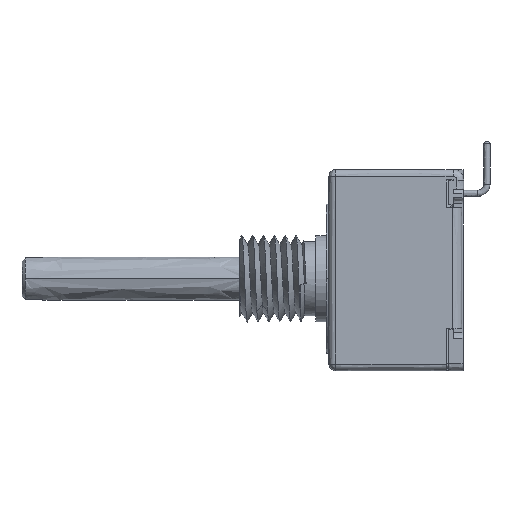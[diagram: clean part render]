
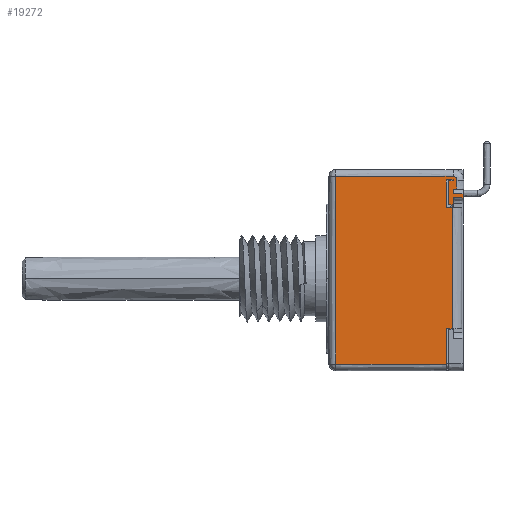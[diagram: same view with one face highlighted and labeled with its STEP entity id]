
A CAD part, left-side view. The second image highlights one B-rep face of the part: STEP entity #19272.
In plain terms, the highlighted free-form (B-spline) face has degree [1, 1] with [2, 2] control points.
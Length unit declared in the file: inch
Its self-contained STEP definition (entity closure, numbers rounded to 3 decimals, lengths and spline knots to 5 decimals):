
#939=DIRECTION('',(0.,0.,1.));
#940=VECTOR('',#939,0.012);
#941=CARTESIAN_POINT('',(-0.2805,-0.006,0.233));
#942=LINE('',#941,#940);
#6164=DIRECTION('',(0.,1.,0.));
#6165=VECTOR('',#6164,0.01031);
#6166=CARTESIAN_POINT('',(-0.2805,0.01169,0.2585));
#6167=LINE('',#6166,#6165);
#6171=DIRECTION('',(0.,0.,1.));
#6172=VECTOR('',#6171,0.0135);
#6173=CARTESIAN_POINT('',(-0.2805,0.022,0.245));
#6174=LINE('',#6173,#6172);
#6178=DIRECTION('',(0.,1.,0.));
#6179=VECTOR('',#6178,0.028);
#6180=CARTESIAN_POINT('',(-0.2805,-0.006,0.245));
#6181=LINE('',#6180,#6179);
#6185=DIRECTION('',(0.,1.,0.));
#6186=VECTOR('',#6185,0.028);
#6187=CARTESIAN_POINT('',(-0.2805,-0.006,0.233));
#6188=LINE('',#6187,#6186);
#6192=DIRECTION('',(0.,0.,1.));
#6193=VECTOR('',#6192,0.02);
#6194=CARTESIAN_POINT('',(-0.2805,0.022,0.213));
#6195=LINE('',#6194,#6193);
#6199=DIRECTION('',(0.,-1.,0.));
#6200=VECTOR('',#6199,0.014);
#6201=CARTESIAN_POINT('',(-0.2805,0.036,0.213));
#6202=LINE('',#6201,#6200);
#6206=DIRECTION('',(0.,0.,1.));
#6207=VECTOR('',#6206,0.07);
#6208=CARTESIAN_POINT('',(-0.2805,0.036,0.213));
#6209=LINE('',#6208,#6207);
#6213=DIRECTION('',(0.,-1.,0.));
#6214=VECTOR('',#6213,0.014);
#6215=CARTESIAN_POINT('',(-0.2805,0.036,0.283));
#6216=LINE('',#6215,#6214);
#6220=DIRECTION('',(0.,0.,1.));
#6221=VECTOR('',#6220,0.001);
#6222=CARTESIAN_POINT('',(-0.2805,0.022,0.283));
#6223=LINE('',#6222,#6221);
#6227=CARTESIAN_POINT('',(-0.2805,0.023,0.284));
#6228=DIRECTION('',(-1.,0.,0.));
#6229=DIRECTION('',(0.,-1.,0.));
#6230=AXIS2_PLACEMENT_3D('',#6227,#6228,#6229);
#6235=DIRECTION('',(0.,1.,0.));
#6236=VECTOR('',#6235,0.019);
#6237=CARTESIAN_POINT('',(-0.2805,0.023,0.285));
#6238=LINE('',#6237,#6236);
#6242=DIRECTION('',(0.,0.,1.));
#6243=VECTOR('',#6242,0.08);
#6244=CARTESIAN_POINT('',(-0.2805,0.042,0.205));
#6245=LINE('',#6244,#6243);
#6249=DIRECTION('',(0.,0.,1.));
#6250=VECTOR('',#6249,0.10131);
#6251=CARTESIAN_POINT('',(-0.2805,0.042,-0.24631));
#6252=LINE('',#6251,#6250);
#6256=CARTESIAN_POINT('',(-0.2805,0.023,0.284));
#6257=DIRECTION('',(1.,0.,0.));
#6258=DIRECTION('',(0.,0.,1.));
#6259=AXIS2_PLACEMENT_3D('',#6256,#6257,#6258);
#6264=DIRECTION('',(0.,0.,-1.));
#6265=VECTOR('',#6264,0.0255);
#6266=CARTESIAN_POINT('',(-0.2805,0.01169,0.284));
#6267=LINE('',#6266,#6265);
#6344=DIRECTION('',(0.,-1.,0.));
#6345=VECTOR('',#6344,0.017);
#6346=CARTESIAN_POINT('',(-0.2805,0.042,-0.145));
#6347=LINE('',#6346,#6345);
#6419=DIRECTION('',(0.,-1.,0.));
#6420=VECTOR('',#6419,0.017);
#6421=CARTESIAN_POINT('',(-0.2805,0.042,0.205));
#6422=LINE('',#6421,#6420);
#6483=DIRECTION('',(0.,0.,1.));
#6484=VECTOR('',#6483,0.35);
#6485=CARTESIAN_POINT('',(-0.2805,0.025,-0.145));
#6486=LINE('',#6485,#6484);
#6972=DIRECTION('',(0.,1.,0.));
#6973=VECTOR('',#6972,0.33831);
#6974=CARTESIAN_POINT('',(-0.2805,0.023,0.29531));
#6975=LINE('',#6974,#6973);
#7018=DIRECTION('',(0.,0.,1.));
#7019=VECTOR('',#7018,0.54163);
#7020=CARTESIAN_POINT('',(-0.2805,0.36131,-0.24631));
#7021=LINE('',#7020,#7019);
#7094=DIRECTION('',(0.,-1.,0.));
#7095=VECTOR('',#7094,0.31931);
#7096=CARTESIAN_POINT('',(-0.2805,0.36131,-0.24631));
#7097=LINE('',#7096,#7095);
#10733=CARTESIAN_POINT('',(-0.2805,0.36131,-0.24631));
#10734=CARTESIAN_POINT('',(-0.2805,0.36131,0.29531));
#10735=VERTEX_POINT('',#10733);
#10736=VERTEX_POINT('',#10734);
#10759=CARTESIAN_POINT('',(-0.2805,0.042,-0.24631));
#10761=VERTEX_POINT('',#10759);
#10811=CARTESIAN_POINT('',(-0.2805,0.025,-0.145));
#10813=VERTEX_POINT('',#10811);
#10817=CARTESIAN_POINT('',(-0.2805,0.025,0.205));
#10819=VERTEX_POINT('',#10817);
#10827=CARTESIAN_POINT('',(-0.2805,0.042,-0.145));
#10828=VERTEX_POINT('',#10827);
#10831=CARTESIAN_POINT('',(-0.2805,0.042,0.205));
#10832=VERTEX_POINT('',#10831);
#10891=CARTESIAN_POINT('',(-0.2805,0.022,0.284));
#10892=CARTESIAN_POINT('',(-0.2805,0.023,0.285));
#10893=VERTEX_POINT('',#10891);
#10894=VERTEX_POINT('',#10892);
#10905=CARTESIAN_POINT('',(-0.2805,0.01169,0.2585));
#10906=VERTEX_POINT('',#10905);
#10907=CARTESIAN_POINT('',(-0.2805,0.023,0.29531));
#10908=VERTEX_POINT('',#10907);
#10909=CARTESIAN_POINT('',(-0.2805,0.01169,0.284));
#10910=VERTEX_POINT('',#10909);
#10971=CARTESIAN_POINT('',(-0.2805,0.042,0.285));
#10972=VERTEX_POINT('',#10971);
#11546=CARTESIAN_POINT('',(-0.2805,-0.006,0.233));
#11547=CARTESIAN_POINT('',(-0.2805,0.022,0.233));
#11548=VERTEX_POINT('',#11546);
#11549=VERTEX_POINT('',#11547);
#11566=CARTESIAN_POINT('',(-0.2805,-0.006,0.245));
#11567=VERTEX_POINT('',#11566);
#11578=CARTESIAN_POINT('',(-0.2805,0.022,0.245));
#11579=VERTEX_POINT('',#11578);
#11602=CARTESIAN_POINT('',(-0.2805,0.036,0.213));
#11603=CARTESIAN_POINT('',(-0.2805,0.036,0.283));
#11604=VERTEX_POINT('',#11602);
#11605=VERTEX_POINT('',#11603);
#11612=CARTESIAN_POINT('',(-0.2805,0.022,0.213));
#11613=VERTEX_POINT('',#11612);
#12382=CARTESIAN_POINT('',(-0.2805,0.022,0.2585));
#12384=VERTEX_POINT('',#12382);
#12390=CARTESIAN_POINT('',(-0.2805,0.022,0.283));
#12392=VERTEX_POINT('',#12390);
#19229=CARTESIAN_POINT('',(-0.2805,-0.01335,-0.25715));
#19230=CARTESIAN_POINT('',(-0.2805,0.36866,-0.25715));
#19231=CARTESIAN_POINT('',(-0.2805,-0.01335,0.30615));
#19232=CARTESIAN_POINT('',(-0.2805,0.36866,0.30615));
#19233=B_SPLINE_SURFACE_WITH_KNOTS('',1,1,((#19229,#19230),(#19231,#19232)),
.UNSPECIFIED.,.F.,.F.,.F.,(2,2),(2,2),(0.00885,0.57215),(
-0.01335,0.36866),.UNSPECIFIED.);
#19235=ORIENTED_EDGE('',*,*,#19234,.T.);
#19236=ORIENTED_EDGE('',*,*,#17938,.F.);
#19238=ORIENTED_EDGE('',*,*,#19237,.F.);
#19239=ORIENTED_EDGE('',*,*,#12695,.F.);
#19241=ORIENTED_EDGE('',*,*,#19240,.T.);
#19242=ORIENTED_EDGE('',*,*,#17856,.F.);
#19244=ORIENTED_EDGE('',*,*,#19243,.F.);
#19245=ORIENTED_EDGE('',*,*,#18128,.T.);
#19246=ORIENTED_EDGE('',*,*,#18541,.T.);
#19248=ORIENTED_EDGE('',*,*,#19247,.T.);
#19250=ORIENTED_EDGE('',*,*,#19249,.T.);
#19251=ORIENTED_EDGE('',*,*,#18277,.T.);
#19252=ORIENTED_EDGE('',*,*,#18388,.F.);
#19254=ORIENTED_EDGE('',*,*,#19253,.T.);
#19256=ORIENTED_EDGE('',*,*,#19255,.F.);
#19258=ORIENTED_EDGE('',*,*,#19257,.F.);
#19259=ORIENTED_EDGE('',*,*,#18411,.F.);
#19261=ORIENTED_EDGE('',*,*,#19260,.F.);
#19263=ORIENTED_EDGE('',*,*,#19262,.T.);
#19265=ORIENTED_EDGE('',*,*,#19264,.F.);
#19267=ORIENTED_EDGE('',*,*,#19266,.T.);
#19269=ORIENTED_EDGE('',*,*,#19268,.T.);
#19270=EDGE_LOOP('',(#19235,#19236,#19238,#19239,#19241,#19242,#19244,#19245,
#19246,#19248,#19250,#19251,#19252,#19254,#19256,#19258,#19259,#19261,#19263,
#19265,#19267,#19269));
#19271=FACE_OUTER_BOUND('',#19270,.F.);
#19272=ADVANCED_FACE('',(#19271),#19233,.T.);
#6231=CIRCLE('',#6230,0.001);
#6260=CIRCLE('',#6259,0.01131);
#12695=EDGE_CURVE('',#11548,#11567,#942,.T.);
#17856=EDGE_CURVE('',#11613,#11549,#6195,.T.);
#17938=EDGE_CURVE('',#11579,#12384,#6174,.T.);
#18128=EDGE_CURVE('',#11604,#11605,#6209,.T.);
#18277=EDGE_CURVE('',#10894,#10972,#6238,.T.);
#18388=EDGE_CURVE('',#10832,#10972,#6245,.T.);
#18411=EDGE_CURVE('',#10761,#10828,#6252,.T.);
#18541=EDGE_CURVE('',#11605,#12392,#6216,.T.);
#19234=EDGE_CURVE('',#10906,#12384,#6167,.T.);
#19237=EDGE_CURVE('',#11567,#11579,#6181,.T.);
#19240=EDGE_CURVE('',#11548,#11549,#6188,.T.);
#19243=EDGE_CURVE('',#11604,#11613,#6202,.T.);
#19247=EDGE_CURVE('',#12392,#10893,#6223,.T.);
#19249=EDGE_CURVE('',#10893,#10894,#6231,.T.);
#19253=EDGE_CURVE('',#10832,#10819,#6422,.T.);
#19255=EDGE_CURVE('',#10813,#10819,#6486,.T.);
#19257=EDGE_CURVE('',#10828,#10813,#6347,.T.);
#19260=EDGE_CURVE('',#10735,#10761,#7097,.T.);
#19262=EDGE_CURVE('',#10735,#10736,#7021,.T.);
#19264=EDGE_CURVE('',#10908,#10736,#6975,.T.);
#19266=EDGE_CURVE('',#10908,#10910,#6260,.T.);
#19268=EDGE_CURVE('',#10910,#10906,#6267,.T.);
